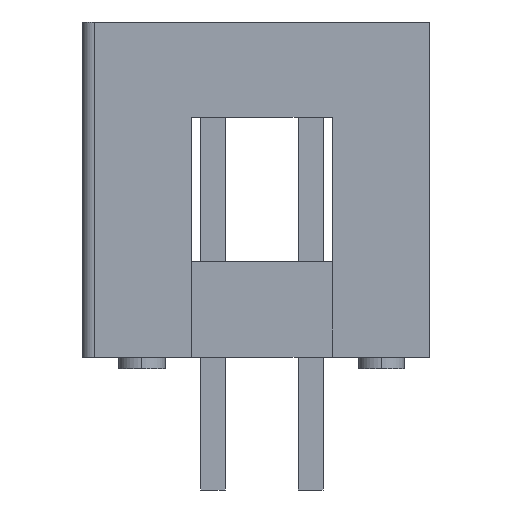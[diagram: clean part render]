
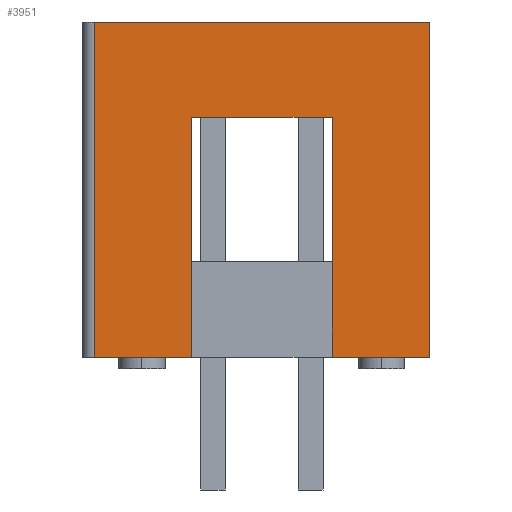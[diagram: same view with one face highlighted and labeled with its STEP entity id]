
A CAD part, left-side view. The second image highlights one B-rep face of the part: STEP entity #3951.
In plain terms, the highlighted planar face has unit normal (-1, 0, 0).
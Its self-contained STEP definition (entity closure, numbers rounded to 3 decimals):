
#228 = CARTESIAN_POINT ( 'NONE',  ( -10.175, -1.83, -2.47 ) ) ;
#390 = ORIENTED_EDGE ( 'NONE', *, *, #1177, .T. ) ;
#539 = CARTESIAN_POINT ( 'NONE',  ( -10.175, 0.151, 0. ) ) ;
#547 = CARTESIAN_POINT ( 'NONE',  ( -10.175, 4.35, 0. ) ) ;
#639 = DIRECTION ( 'NONE',  ( 0., 0., -1. ) ) ;
#775 = VECTOR ( 'NONE', #1721, 1000. ) ;
#778 = EDGE_CURVE ( 'NONE', #4009, #914, #4922, .T. ) ;
#914 = VERTEX_POINT ( 'NONE', #4815 ) ;
#1059 = VECTOR ( 'NONE', #3087, 1000. ) ;
#1093 = VERTEX_POINT ( 'NONE', #2236 ) ;
#1177 = EDGE_CURVE ( 'NONE', #1672, #1093, #2784, .T. ) ;
#1300 = LINE ( 'NONE', #2529, #3903 ) ;
#1324 = CARTESIAN_POINT ( 'NONE',  ( -10.175, 0., -8.7 ) ) ;
#1364 = CARTESIAN_POINT ( 'NONE',  ( -10.175, 4.524, -8.874 ) ) ;
#1391 = DIRECTION ( 'NONE',  ( 0., -1., 0. ) ) ;
#1406 = EDGE_CURVE ( 'NONE', #1519, #4490, #2051, .T. ) ;
#1507 = VERTEX_POINT ( 'NONE', #4789 ) ;
#1519 = VERTEX_POINT ( 'NONE', #547 ) ;
#1572 = CARTESIAN_POINT ( 'NONE',  ( -10.175, -1.83, -4.35 ) ) ;
#1650 = VECTOR ( 'NONE', #1854, 1000. ) ;
#1668 = CARTESIAN_POINT ( 'NONE',  ( -10.175, 4.35, -4.35 ) ) ;
#1672 = VERTEX_POINT ( 'NONE', #4919 ) ;
#1677 = CARTESIAN_POINT ( 'NONE',  ( -10.175, 0., -2.47 ) ) ;
#1721 = DIRECTION ( 'NONE',  ( 0., -1., 0. ) ) ;
#1757 = DIRECTION ( 'NONE',  ( 0., -1., 0. ) ) ;
#1794 = ORIENTED_EDGE ( 'NONE', *, *, #778, .T. ) ;
#1813 = LINE ( 'NONE', #1677, #3860 ) ;
#1854 = DIRECTION ( 'NONE',  ( 0., 0., 1. ) ) ;
#1984 = EDGE_CURVE ( 'NONE', #1507, #3059, #3968, .T. ) ;
#2041 = LINE ( 'NONE', #1324, #775 ) ;
#2051 = LINE ( 'NONE', #1668, #5017 ) ;
#2056 = DIRECTION ( 'NONE',  ( 0., 0., -1. ) ) ;
#2088 = CARTESIAN_POINT ( 'NONE',  ( -10.175, -4.35, -8.7 ) ) ;
#2147 = EDGE_CURVE ( 'NONE', #1093, #4009, #1813, .T. ) ;
#2152 = AXIS2_PLACEMENT_3D ( 'NONE', #1364, #4058, #1757 ) ;
#2225 = EDGE_CURVE ( 'NONE', #1519, #1507, #3874, .T. ) ;
#2236 = CARTESIAN_POINT ( 'NONE',  ( -10.175, 1.83, -2.47 ) ) ;
#2441 = ORIENTED_EDGE ( 'NONE', *, *, #1984, .F. ) ;
#2529 = CARTESIAN_POINT ( 'NONE',  ( -10.175, 0., -8.7 ) ) ;
#2717 = EDGE_LOOP ( 'NONE', ( #390, #4874, #1794, #3499, #2441, #4170, #3507, #4508 ) ) ;
#2784 = LINE ( 'NONE', #2981, #1650 ) ;
#2801 = PLANE ( 'NONE',  #2152 ) ;
#2856 = DIRECTION ( 'NONE',  ( 0., -1., 0. ) ) ;
#2981 = CARTESIAN_POINT ( 'NONE',  ( -10.175, 1.83, -4.35 ) ) ;
#3059 = VERTEX_POINT ( 'NONE', #2088 ) ;
#3087 = DIRECTION ( 'NONE',  ( 0., 0., -1. ) ) ;
#3094 = EDGE_CURVE ( 'NONE', #4490, #1672, #2041, .T. ) ;
#3499 = ORIENTED_EDGE ( 'NONE', *, *, #3967, .T. ) ;
#3507 = ORIENTED_EDGE ( 'NONE', *, *, #1406, .T. ) ;
#3726 = CARTESIAN_POINT ( 'NONE',  ( -10.175, 4.35, -8.7 ) ) ;
#3739 = CARTESIAN_POINT ( 'NONE',  ( -10.175, -4.35, -4.35 ) ) ;
#3860 = VECTOR ( 'NONE', #4339, 1000. ) ;
#3864 = VECTOR ( 'NONE', #639, 1000. ) ;
#3874 = LINE ( 'NONE', #539, #4758 ) ;
#3903 = VECTOR ( 'NONE', #1391, 1000. ) ;
#3951 = ADVANCED_FACE ( 'NONE', ( #4262 ), #2801, .T. ) ;
#3967 = EDGE_CURVE ( 'NONE', #914, #3059, #1300, .T. ) ;
#3968 = LINE ( 'NONE', #3739, #3864 ) ;
#4009 = VERTEX_POINT ( 'NONE', #228 ) ;
#4058 = DIRECTION ( 'NONE',  ( -1., 0., 0. ) ) ;
#4170 = ORIENTED_EDGE ( 'NONE', *, *, #2225, .F. ) ;
#4262 = FACE_OUTER_BOUND ( 'NONE', #2717, .T. ) ;
#4339 = DIRECTION ( 'NONE',  ( 0., -1., 0. ) ) ;
#4490 = VERTEX_POINT ( 'NONE', #3726 ) ;
#4508 = ORIENTED_EDGE ( 'NONE', *, *, #3094, .T. ) ;
#4758 = VECTOR ( 'NONE', #2856, 1000. ) ;
#4789 = CARTESIAN_POINT ( 'NONE',  ( -10.175, -4.35, 0. ) ) ;
#4815 = CARTESIAN_POINT ( 'NONE',  ( -10.175, -1.83, -8.7 ) ) ;
#4874 = ORIENTED_EDGE ( 'NONE', *, *, #2147, .T. ) ;
#4919 = CARTESIAN_POINT ( 'NONE',  ( -10.175, 1.83, -8.7 ) ) ;
#4922 = LINE ( 'NONE', #1572, #1059 ) ;
#5017 = VECTOR ( 'NONE', #2056, 1000. ) ;
